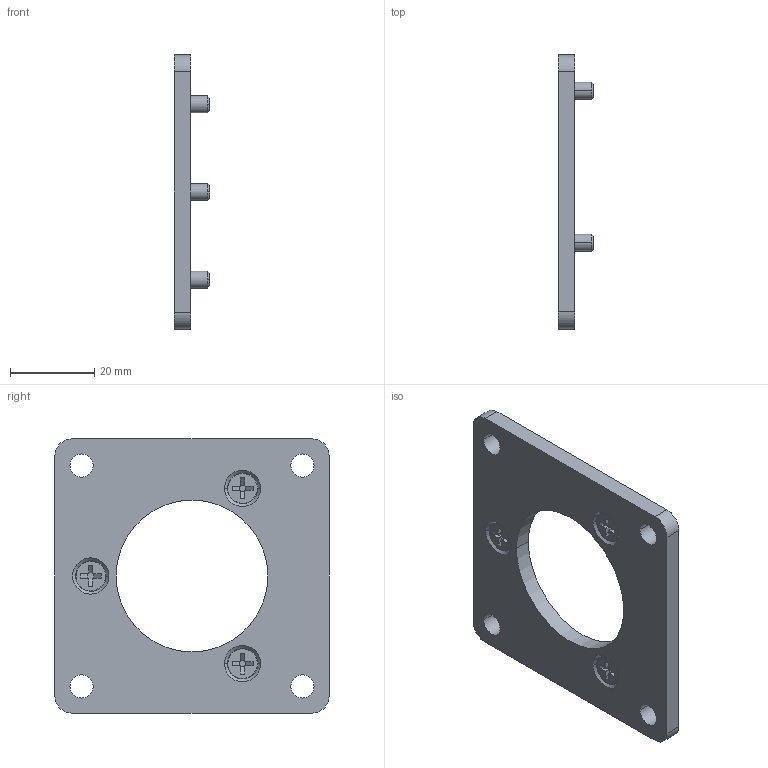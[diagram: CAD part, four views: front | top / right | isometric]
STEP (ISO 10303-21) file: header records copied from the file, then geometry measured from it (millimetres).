
FILE_DESCRIPTION (( 'STEP AP214' ), '1' );
FILE_NAME ('PF5000-A.STEP', '2024-06-24T19:14:55', ( '' ), ( '' ), 'SwSTEP 2.0', 'SolidWorks 2021', '' );
FILE_SCHEMA (( 'AUTOMOTIVE_DESIGN' ));
Length unit declared in the file: inch
Products named in the file (1): PF5000-A
Bounding box: 8.5 x 65 x 65 mm (x, y, z)
Volume: 12441.2 mm3; surface area: 8536 mm2
Topology: 4 solids, 4 shells, 119 faces, 312 edges, 204 vertices
Faces by surface type: plane 51, cylinder 38, cone 18, bspline 12
Entity records: 4177 total; most frequent: CARTESIAN_POINT 1092, DIRECTION 640, ORIENTED_EDGE 624, EDGE_CURVE 312, AXIS2_PLACEMENT_3D 232, VERTEX_POINT 204, VECTOR 176, LINE 176
